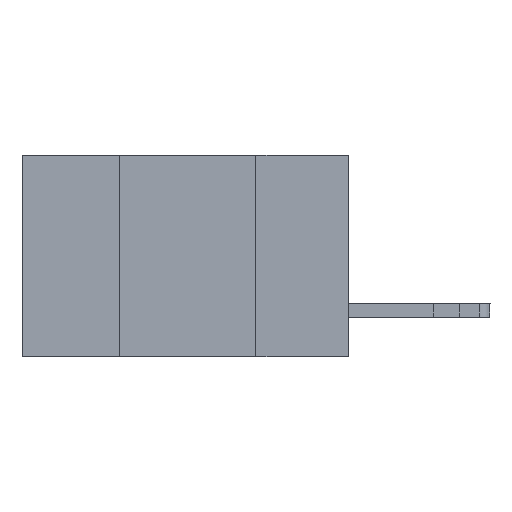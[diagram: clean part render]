
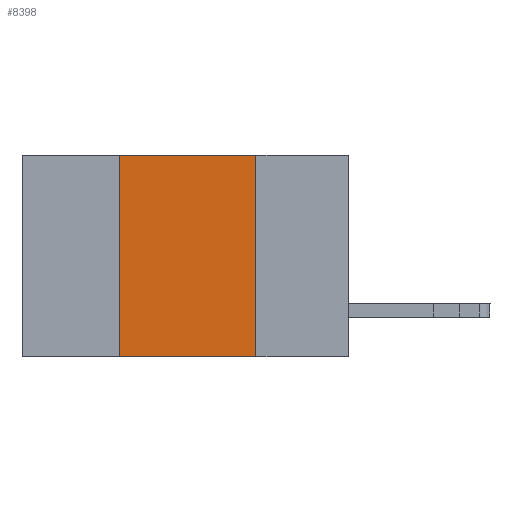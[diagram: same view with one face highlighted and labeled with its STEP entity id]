
A CAD part, left-side view. The second image highlights one B-rep face of the part: STEP entity #8398.
In plain terms, the highlighted planar face has unit normal (-1, 0, 0).
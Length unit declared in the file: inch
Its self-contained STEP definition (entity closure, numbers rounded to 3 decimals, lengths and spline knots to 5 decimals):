
#529 = CARTESIAN_POINT ( 'NONE',  ( 0., 0.42, -0.37 ) ) ;
#2473 = LINE ( 'NONE', #529, #16566 ) ;
#3517 = VECTOR ( 'NONE', #15979, 39.37008 ) ;
#4929 = LINE ( 'NONE', #16160, #15728 ) ;
#5060 = PLANE ( 'NONE',  #8750 ) ;
#5126 = DIRECTION ( 'NONE',  ( 0., 0., -1. ) ) ;
#5280 = EDGE_LOOP ( 'NONE', ( #12097, #16253, #5452, #10109 ) ) ;
#5452 = ORIENTED_EDGE ( 'NONE', *, *, #12413, .F. ) ;
#5975 = CARTESIAN_POINT ( 'NONE',  ( 0., 0.17, 0. ) ) ;
#6397 = DIRECTION ( 'NONE',  ( 0., -1., 0. ) ) ;
#7009 = CARTESIAN_POINT ( 'NONE',  ( 0., 0.6, 0. ) ) ;
#8398 = ADVANCED_FACE ( 'NONE', ( #10759 ), #5060, .F. ) ;
#8750 = AXIS2_PLACEMENT_3D ( 'NONE', #10747, #13590, #5126 ) ;
#8878 = VERTEX_POINT ( 'NONE', #14597 ) ;
#9273 = VECTOR ( 'NONE', #12661, 39.37008 ) ;
#9640 = VERTEX_POINT ( 'NONE', #5975 ) ;
#9722 = LINE ( 'NONE', #7009, #9273 ) ;
#10109 = ORIENTED_EDGE ( 'NONE', *, *, #10509, .T. ) ;
#10509 = EDGE_CURVE ( 'NONE', #8878, #15754, #4929, .T. ) ;
#10747 = CARTESIAN_POINT ( 'NONE',  ( 0., 0.6, 0. ) ) ;
#10759 = FACE_OUTER_BOUND ( 'NONE', #5280, .T. ) ;
#11786 = CARTESIAN_POINT ( 'NONE',  ( 0., 0.42, 0. ) ) ;
#11883 = DIRECTION ( 'NONE',  ( 0., 0., 1. ) ) ;
#12097 = ORIENTED_EDGE ( 'NONE', *, *, #14286, .F. ) ;
#12413 = EDGE_CURVE ( 'NONE', #8878, #17981, #2473, .T. ) ;
#12661 = DIRECTION ( 'NONE',  ( 0., -1., 0. ) ) ;
#13339 = EDGE_CURVE ( 'NONE', #17981, #9640, #9722, .T. ) ;
#13528 = CARTESIAN_POINT ( 'NONE',  ( 0., 0.17, -0.37 ) ) ;
#13590 = DIRECTION ( 'NONE',  ( 1., 0., 0. ) ) ;
#14286 = EDGE_CURVE ( 'NONE', #9640, #15754, #14316, .T. ) ;
#14316 = LINE ( 'NONE', #14577, #3517 ) ;
#14577 = CARTESIAN_POINT ( 'NONE',  ( 0., 0.17, -0.37 ) ) ;
#14597 = CARTESIAN_POINT ( 'NONE',  ( 0., 0.42, -0.37 ) ) ;
#15728 = VECTOR ( 'NONE', #6397, 39.37008 ) ;
#15754 = VERTEX_POINT ( 'NONE', #13528 ) ;
#15979 = DIRECTION ( 'NONE',  ( 0., 0., -1. ) ) ;
#16160 = CARTESIAN_POINT ( 'NONE',  ( 0., 0.6, -0.37 ) ) ;
#16253 = ORIENTED_EDGE ( 'NONE', *, *, #13339, .F. ) ;
#16566 = VECTOR ( 'NONE', #11883, 39.37008 ) ;
#17981 = VERTEX_POINT ( 'NONE', #11786 ) ;
